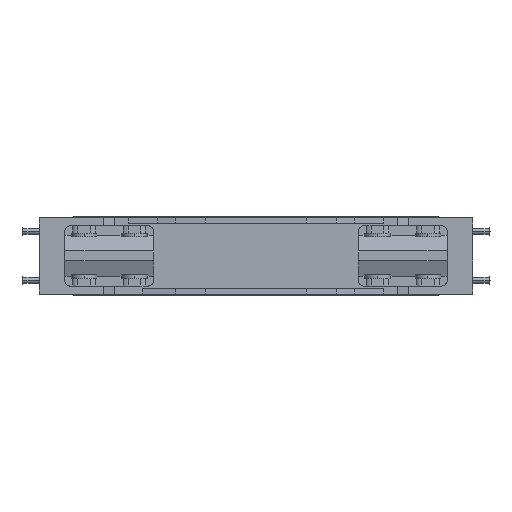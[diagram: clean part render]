
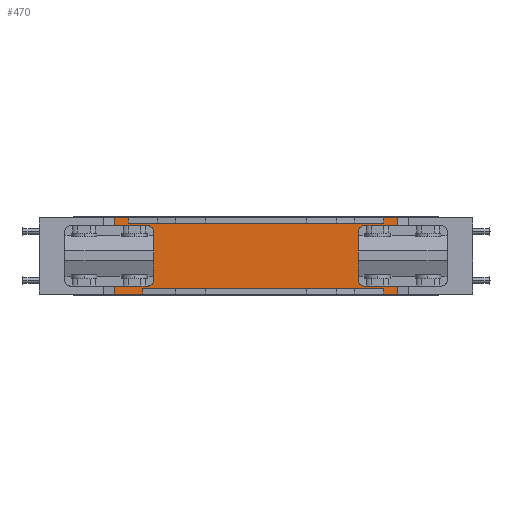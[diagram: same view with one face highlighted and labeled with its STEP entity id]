
A CAD part, top view. The second image highlights one B-rep face of the part: STEP entity #470.
In plain terms, the highlighted planar face has unit normal (0, 0, 1).
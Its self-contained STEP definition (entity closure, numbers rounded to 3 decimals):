
#212 = CARTESIAN_POINT ( 'NONE',  ( -12800., -1369.2, -960. ) ) ;
#345 = EDGE_LOOP ( 'NONE', ( #4657, #1812, #10526, #7117, #2110, #13067, #3338, #4781, #12818, #14536, #6367, #14651 ) ) ;
#470 = ADVANCED_FACE ( 'NONE', ( #8254 ), #9511, .T. ) ;
#550 = CARTESIAN_POINT ( 'NONE',  ( -11800., -1169.2, -960. ) ) ;
#573 = CARTESIAN_POINT ( 'NONE',  ( -12324.932, 1169.2, -960. ) ) ;
#744 = CARTESIAN_POINT ( 'NONE',  ( -3175.068, -1169.2, -960. ) ) ;
#1023 = B_SPLINE_CURVE_WITH_KNOTS ( 'NONE', 3,
 ( #6902, #3168, #8239, #3010 ),
 .UNSPECIFIED., .F., .F.,
 ( 4, 4 ),
 ( 0., 1. ),
 .UNSPECIFIED. ) ;
#1158 = CARTESIAN_POINT ( 'NONE',  ( -3175.068, 1369.2, -960. ) ) ;
#1393 = EDGE_CURVE ( 'NONE', #7511, #14958, #1451, .T. ) ;
#1451 = B_SPLINE_CURVE_WITH_KNOTS ( 'NONE', 3,
 ( #16320, #12504, #3500, #11320 ),
 .UNSPECIFIED., .F., .F.,
 ( 4, 4 ),
 ( 0., 1. ),
 .UNSPECIFIED. ) ;
#1514 = EDGE_CURVE ( 'NONE', #16324, #8538, #5278, .T. ) ;
#1590 = CARTESIAN_POINT ( 'NONE',  ( -12324.932, 1169.2, -960. ) ) ;
#1604 = B_SPLINE_CURVE_WITH_KNOTS ( 'NONE', 3,
 ( #5971, #12189, #14822, #7148 ),
 .UNSPECIFIED., .F., .F.,
 ( 4, 4 ),
 ( 0., 1. ),
 .UNSPECIFIED. ) ;
#1665 = B_SPLINE_CURVE_WITH_KNOTS ( 'NONE', 3,
 ( #9431, #5565, #14570, #3018 ),
 .UNSPECIFIED., .F., .F.,
 ( 4, 4 ),
 ( 0., 1. ),
 .UNSPECIFIED. ) ;
#1812 = ORIENTED_EDGE ( 'NONE', *, *, #15070, .T. ) ;
#2110 = ORIENTED_EDGE ( 'NONE', *, *, #8284, .T. ) ;
#2184 = VERTEX_POINT ( 'NONE', #212 ) ;
#2244 = CARTESIAN_POINT ( 'NONE',  ( -6225.023, 1169.2, -960. ) ) ;
#2780 = CARTESIAN_POINT ( 'NONE',  ( -12324.932, 1369.2, -960. ) ) ;
#3010 = CARTESIAN_POINT ( 'NONE',  ( -12800., -1369.2, -960. ) ) ;
#3018 = CARTESIAN_POINT ( 'NONE',  ( -11800., -1169.2, -960. ) ) ;
#3143 = B_SPLINE_CURVE_WITH_KNOTS ( 'NONE', 3,
 ( #1590, #7753, #10254, #11762 ),
 .UNSPECIFIED., .F., .F.,
 ( 4, 4 ),
 ( 0., 1. ),
 .UNSPECIFIED. ) ;
#3168 = CARTESIAN_POINT ( 'NONE',  ( -12800., 456.4, -960. ) ) ;
#3338 = ORIENTED_EDGE ( 'NONE', *, *, #9723, .T. ) ;
#3350 = VERTEX_POINT ( 'NONE', #744 ) ;
#3500 = CARTESIAN_POINT ( 'NONE',  ( -12641.644, 1369.2, -960. ) ) ;
#3583 = CARTESIAN_POINT ( 'NONE',  ( -11800., -1169.2, -960. ) ) ;
#3787 = CARTESIAN_POINT ( 'NONE',  ( -11800., -1369.2, -960. ) ) ;
#3794 = CARTESIAN_POINT ( 'NONE',  ( -3175.068, -1169.2, -960. ) ) ;
#3920 = CARTESIAN_POINT ( 'NONE',  ( -3175.068, 1169.2, -960. ) ) ;
#4657 = ORIENTED_EDGE ( 'NONE', *, *, #5946, .T. ) ;
#4781 = ORIENTED_EDGE ( 'NONE', *, *, #1514, .T. ) ;
#4838 = CARTESIAN_POINT ( 'NONE',  ( -2700., -1369.2, -960. ) ) ;
#5017 = CARTESIAN_POINT ( 'NONE',  ( -2700., 456.4, -960. ) ) ;
#5113 = CARTESIAN_POINT ( 'NONE',  ( -11800., -1369.2, -960. ) ) ;
#5119 = EDGE_CURVE ( 'NONE', #3350, #10262, #10094, .T. ) ;
#5278 = B_SPLINE_CURVE_WITH_KNOTS ( 'NONE', 3,
 ( #1158, #6473, #11573, #3920 ),
 .UNSPECIFIED., .F., .F.,
 ( 4, 4 ),
 ( 0., 1. ),
 .UNSPECIFIED. ) ;
#5565 = CARTESIAN_POINT ( 'NONE',  ( -11800., -1302.533, -960. ) ) ;
#5602 = CARTESIAN_POINT ( 'NONE',  ( -3175.068, -1169.2, -960. ) ) ;
#5607 = B_SPLINE_CURVE_WITH_KNOTS ( 'NONE', 3,
 ( #4838, #12499, #5017, #10226 ),
 .UNSPECIFIED., .F., .F.,
 ( 4, 4 ),
 ( 0., 1. ),
 .UNSPECIFIED. ) ;
#5712 = CARTESIAN_POINT ( 'NONE',  ( -9274.977, 1169.2, -960. ) ) ;
#5782 = AXIS2_PLACEMENT_3D ( 'NONE', #7501, #11244, #15050 ) ;
#5946 = EDGE_CURVE ( 'NONE', #2184, #12023, #13294, .T. ) ;
#5971 = CARTESIAN_POINT ( 'NONE',  ( -3175.068, -1369.2, -960. ) ) ;
#6291 = EDGE_CURVE ( 'NONE', #11768, #3350, #9086, .T. ) ;
#6367 = ORIENTED_EDGE ( 'NONE', *, *, #1393, .T. ) ;
#6473 = CARTESIAN_POINT ( 'NONE',  ( -3175.068, 1302.533, -960. ) ) ;
#6902 = CARTESIAN_POINT ( 'NONE',  ( -12800., 1369.2, -960. ) ) ;
#7117 = ORIENTED_EDGE ( 'NONE', *, *, #5119, .T. ) ;
#7148 = CARTESIAN_POINT ( 'NONE',  ( -2700., -1369.2, -960. ) ) ;
#7501 = CARTESIAN_POINT ( 'NONE',  ( 0., 0., -960. ) ) ;
#7511 = VERTEX_POINT ( 'NONE', #2780 ) ;
#7753 = CARTESIAN_POINT ( 'NONE',  ( -12324.932, 1235.867, -960. ) ) ;
#7905 = EDGE_CURVE ( 'NONE', #14958, #2184, #1023, .T. ) ;
#8239 = CARTESIAN_POINT ( 'NONE',  ( -12800., -456.4, -960. ) ) ;
#8254 = FACE_OUTER_BOUND ( 'NONE', #345, .T. ) ;
#8284 = EDGE_CURVE ( 'NONE', #10262, #13619, #1604, .T. ) ;
#8399 = CARTESIAN_POINT ( 'NONE',  ( -2700., -1369.2, -960. ) ) ;
#8519 = EDGE_CURVE ( 'NONE', #13619, #14998, #5607, .T. ) ;
#8538 = VERTEX_POINT ( 'NONE', #15727 ) ;
#8652 = CARTESIAN_POINT ( 'NONE',  ( -3175.068, 1169.2, -960. ) ) ;
#8934 = CARTESIAN_POINT ( 'NONE',  ( -12466.667, -1369.2, -960. ) ) ;
#8962 = CARTESIAN_POINT ( 'NONE',  ( -3175.068, -1235.867, -960. ) ) ;
#9034 = CARTESIAN_POINT ( 'NONE',  ( -2700., 1369.2, -960. ) ) ;
#9086 = B_SPLINE_CURVE_WITH_KNOTS ( 'NONE', 3,
 ( #550, #13240, #13573, #5602 ),
 .UNSPECIFIED., .F., .F.,
 ( 4, 4 ),
 ( 0., 1. ),
 .UNSPECIFIED. ) ;
#9323 = CARTESIAN_POINT ( 'NONE',  ( -3175.068, 1369.2, -960. ) ) ;
#9431 = CARTESIAN_POINT ( 'NONE',  ( -11800., -1369.2, -960. ) ) ;
#9511 = PLANE ( 'NONE',  #5782 ) ;
#9723 = EDGE_CURVE ( 'NONE', #14998, #16324, #13009, .T. ) ;
#9985 = EDGE_CURVE ( 'NONE', #10314, #7511, #3143, .T. ) ;
#10094 = B_SPLINE_CURVE_WITH_KNOTS ( 'NONE', 3,
 ( #3794, #8962, #12874, #15609 ),
 .UNSPECIFIED., .F., .F.,
 ( 4, 4 ),
 ( 0., 1. ),
 .UNSPECIFIED. ) ;
#10226 = CARTESIAN_POINT ( 'NONE',  ( -2700., 1369.2, -960. ) ) ;
#10254 = CARTESIAN_POINT ( 'NONE',  ( -12324.932, 1302.533, -960. ) ) ;
#10262 = VERTEX_POINT ( 'NONE', #12390 ) ;
#10271 = CARTESIAN_POINT ( 'NONE',  ( -3175.068, 1369.2, -960. ) ) ;
#10314 = VERTEX_POINT ( 'NONE', #15089 ) ;
#10505 = CARTESIAN_POINT ( 'NONE',  ( -12800., 1369.2, -960. ) ) ;
#10526 = ORIENTED_EDGE ( 'NONE', *, *, #6291, .T. ) ;
#10603 = CARTESIAN_POINT ( 'NONE',  ( -3016.712, 1369.2, -960. ) ) ;
#10759 = CARTESIAN_POINT ( 'NONE',  ( -2700., 1369.2, -960. ) ) ;
#11167 = CARTESIAN_POINT ( 'NONE',  ( -12800., -1369.2, -960. ) ) ;
#11244 = DIRECTION ( 'NONE',  ( 0., 0., 1. ) ) ;
#11320 = CARTESIAN_POINT ( 'NONE',  ( -12800., 1369.2, -960. ) ) ;
#11573 = CARTESIAN_POINT ( 'NONE',  ( -3175.068, 1235.867, -960. ) ) ;
#11762 = CARTESIAN_POINT ( 'NONE',  ( -12324.932, 1369.2, -960. ) ) ;
#11768 = VERTEX_POINT ( 'NONE', #3583 ) ;
#12023 = VERTEX_POINT ( 'NONE', #3787 ) ;
#12189 = CARTESIAN_POINT ( 'NONE',  ( -3016.712, -1369.2, -960. ) ) ;
#12390 = CARTESIAN_POINT ( 'NONE',  ( -3175.068, -1369.2, -960. ) ) ;
#12499 = CARTESIAN_POINT ( 'NONE',  ( -2700., -456.4, -960. ) ) ;
#12504 = CARTESIAN_POINT ( 'NONE',  ( -12483.288, 1369.2, -960. ) ) ;
#12599 = CARTESIAN_POINT ( 'NONE',  ( -12133.333, -1369.2, -960. ) ) ;
#12818 = ORIENTED_EDGE ( 'NONE', *, *, #13653, .T. ) ;
#12874 = CARTESIAN_POINT ( 'NONE',  ( -3175.068, -1302.533, -960. ) ) ;
#13009 = B_SPLINE_CURVE_WITH_KNOTS ( 'NONE', 3,
 ( #9034, #15602, #10603, #10271 ),
 .UNSPECIFIED., .F., .F.,
 ( 4, 4 ),
 ( 0., 1. ),
 .UNSPECIFIED. ) ;
#13067 = ORIENTED_EDGE ( 'NONE', *, *, #8519, .T. ) ;
#13240 = CARTESIAN_POINT ( 'NONE',  ( -8925.023, -1169.2, -960. ) ) ;
#13294 = B_SPLINE_CURVE_WITH_KNOTS ( 'NONE', 3,
 ( #11167, #8934, #12599, #5113 ),
 .UNSPECIFIED., .F., .F.,
 ( 4, 4 ),
 ( 0., 1. ),
 .UNSPECIFIED. ) ;
#13573 = CARTESIAN_POINT ( 'NONE',  ( -6050.045, -1169.2, -960. ) ) ;
#13619 = VERTEX_POINT ( 'NONE', #8399 ) ;
#13653 = EDGE_CURVE ( 'NONE', #8538, #10314, #16544, .T. ) ;
#14536 = ORIENTED_EDGE ( 'NONE', *, *, #9985, .T. ) ;
#14570 = CARTESIAN_POINT ( 'NONE',  ( -11800., -1235.867, -960. ) ) ;
#14651 = ORIENTED_EDGE ( 'NONE', *, *, #7905, .T. ) ;
#14822 = CARTESIAN_POINT ( 'NONE',  ( -2858.356, -1369.2, -960. ) ) ;
#14958 = VERTEX_POINT ( 'NONE', #10505 ) ;
#14998 = VERTEX_POINT ( 'NONE', #10759 ) ;
#15050 = DIRECTION ( 'NONE',  ( 1., 0., 0. ) ) ;
#15070 = EDGE_CURVE ( 'NONE', #12023, #11768, #1665, .T. ) ;
#15089 = CARTESIAN_POINT ( 'NONE',  ( -12324.932, 1169.2, -960. ) ) ;
#15602 = CARTESIAN_POINT ( 'NONE',  ( -2858.356, 1369.2, -960. ) ) ;
#15609 = CARTESIAN_POINT ( 'NONE',  ( -3175.068, -1369.2, -960. ) ) ;
#15727 = CARTESIAN_POINT ( 'NONE',  ( -3175.068, 1169.2, -960. ) ) ;
#16320 = CARTESIAN_POINT ( 'NONE',  ( -12324.932, 1369.2, -960. ) ) ;
#16324 = VERTEX_POINT ( 'NONE', #9323 ) ;
#16544 = B_SPLINE_CURVE_WITH_KNOTS ( 'NONE', 3,
 ( #8652, #2244, #5712, #573 ),
 .UNSPECIFIED., .F., .F.,
 ( 4, 4 ),
 ( 0., 1. ),
 .UNSPECIFIED. ) ;
